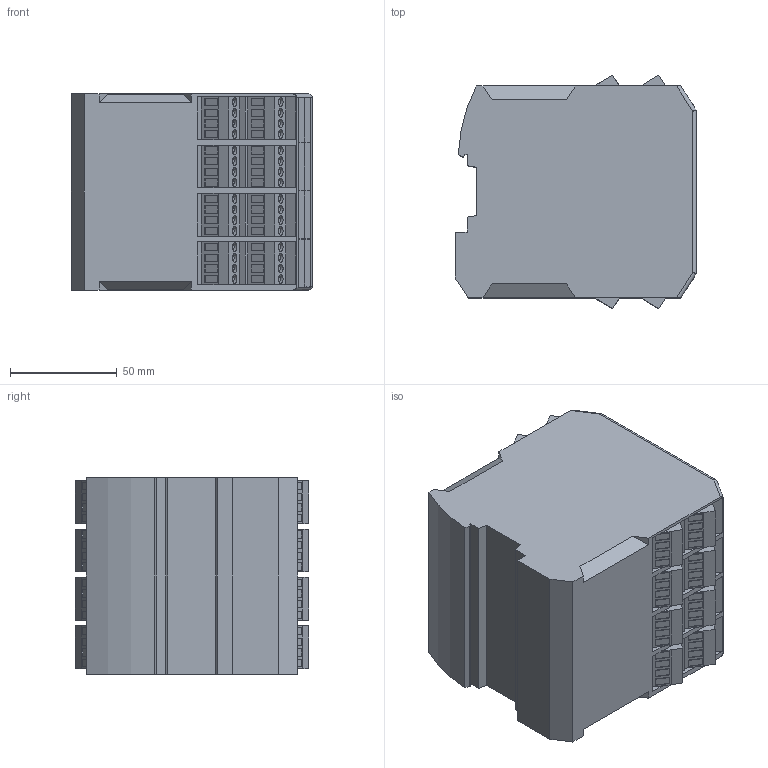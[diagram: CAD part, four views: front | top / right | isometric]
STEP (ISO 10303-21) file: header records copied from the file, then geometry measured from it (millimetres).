
FILE_DESCRIPTION (( 'STEP AP214' ), '1' );
FILE_NAME ('PSC1-C-100.STEP', '2025-10-16T14:47:46', ( '' ), ( '' ), 'SwSTEP 2.0', 'SolidWorks 2024', '' );
FILE_SCHEMA (( 'AUTOMOTIVE_DESIGN' ));
Length unit declared in the file: millimetre
Products named in the file (1): PSC1-C-100
Bounding box: 112.85 x 109.09 x 91.65 mm (x, y, z)
Volume: 968676.7 mm3; surface area: 76075.4 mm2
Topology: 1 solids, 1 shells, 1693 faces, 4316 edges, 2870 vertices
Faces by surface type: plane 1002, bspline 348, cylinder 335, cone 4, sphere 4
Entity records: 53704 total; most frequent: CARTESIAN_POINT 13889, ORIENTED_EDGE 8632, DIRECTION 7188, EDGE_CURVE 4316, VECTOR 3156, LINE 3156, VERTEX_POINT 2870, AXIS2_PLACEMENT_3D 2016
